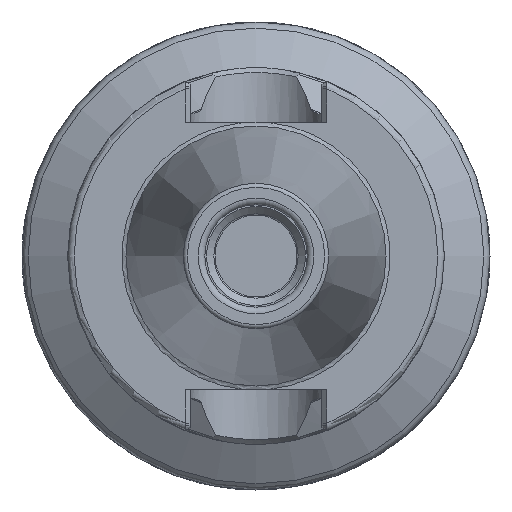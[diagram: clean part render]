
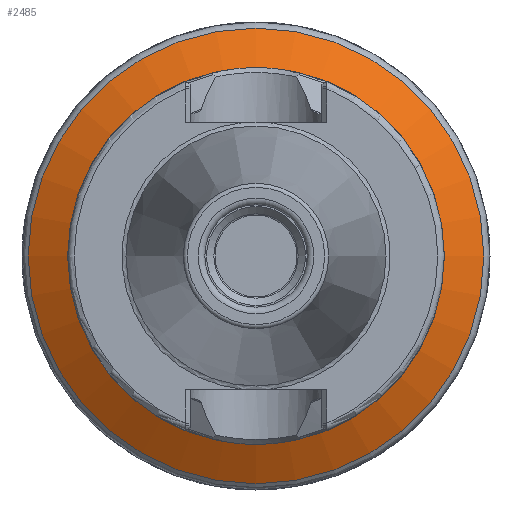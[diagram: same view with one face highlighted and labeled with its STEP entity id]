
A CAD part, left-side view. The second image highlights one B-rep face of the part: STEP entity #2485.
In plain terms, the highlighted conical face has half-angle 60 degrees and reference radius 25.538 mm.
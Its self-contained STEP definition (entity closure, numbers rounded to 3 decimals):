
#261=LINE('',#3784,#426);
#426=VECTOR('',#3051,25.538);
#591=CONICAL_SURFACE('',#2755,25.538,1.047);
#622=FACE_OUTER_BOUND('',#779,.T.);
#779=EDGE_LOOP('',(#1708,#1709,#1710,#1711,#1712,#1713));
#956=CIRCLE('',#2753,27.825);
#957=CIRCLE('',#2754,27.825);
#958=CIRCLE('',#2756,22.9);
#959=CIRCLE('',#2757,22.9);
#1083=VERTEX_POINT('',#3777);
#1084=VERTEX_POINT('',#3779);
#1085=VERTEX_POINT('',#3783);
#1086=VERTEX_POINT('',#3785);
#1325=EDGE_CURVE('',#1083,#1084,#956,.T.);
#1326=EDGE_CURVE('',#1084,#1083,#957,.T.);
#1327=EDGE_CURVE('',#1084,#1085,#261,.T.);
#1328=EDGE_CURVE('',#1086,#1085,#958,.T.);
#1329=EDGE_CURVE('',#1085,#1086,#959,.T.);
#1708=ORIENTED_EDGE('',*,*,#1326,.F.);
#1709=ORIENTED_EDGE('',*,*,#1327,.T.);
#1710=ORIENTED_EDGE('',*,*,#1328,.F.);
#1711=ORIENTED_EDGE('',*,*,#1329,.F.);
#1712=ORIENTED_EDGE('',*,*,#1327,.F.);
#1713=ORIENTED_EDGE('',*,*,#1325,.F.);
#2485=ADVANCED_FACE('',(#622),#591,.T.);
#2753=AXIS2_PLACEMENT_3D('',#3780,#3045,#3046);
#2754=AXIS2_PLACEMENT_3D('',#3781,#3047,#3048);
#2755=AXIS2_PLACEMENT_3D('',#3782,#3049,#3050);
#2756=AXIS2_PLACEMENT_3D('',#3786,#3052,#3053);
#2757=AXIS2_PLACEMENT_3D('',#3787,#3054,#3055);
#3045=DIRECTION('center_axis',(1.,0.,0.));
#3046=DIRECTION('ref_axis',(0.,-1.,0.));
#3047=DIRECTION('center_axis',(1.,0.,0.));
#3048=DIRECTION('ref_axis',(0.,-1.,0.));
#3049=DIRECTION('center_axis',(1.,0.,0.));
#3050=DIRECTION('ref_axis',(0.,1.,0.));
#3051=DIRECTION('',(-0.5,0.866,0.));
#3052=DIRECTION('center_axis',(-1.,0.,0.));
#3053=DIRECTION('ref_axis',(0.,-1.,0.));
#3054=DIRECTION('center_axis',(-1.,0.,0.));
#3055=DIRECTION('ref_axis',(0.,-1.,0.));
#3777=CARTESIAN_POINT('',(33.074,0.,27.825));
#3779=CARTESIAN_POINT('',(33.074,-27.825,0.));
#3780=CARTESIAN_POINT('Origin',(33.074,0.,0.));
#3781=CARTESIAN_POINT('Origin',(33.074,0.,0.));
#3782=CARTESIAN_POINT('Origin',(31.754,0.,0.));
#3783=CARTESIAN_POINT('',(30.231,-22.9,0.));
#3784=CARTESIAN_POINT('',(31.754,-25.538,0.));
#3785=CARTESIAN_POINT('',(30.231,0.,22.9));
#3786=CARTESIAN_POINT('Origin',(30.231,0.,0.));
#3787=CARTESIAN_POINT('Origin',(30.231,0.,0.));
